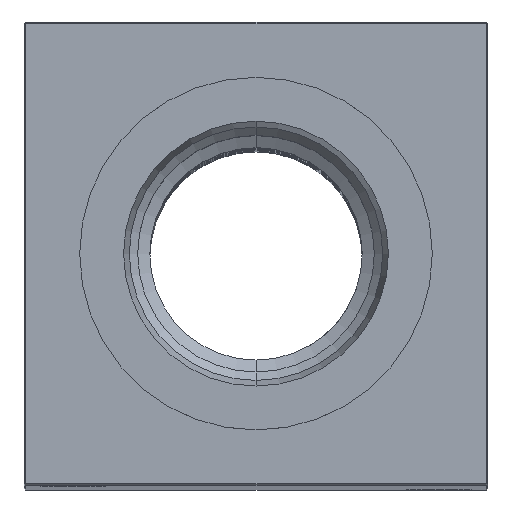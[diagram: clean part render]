
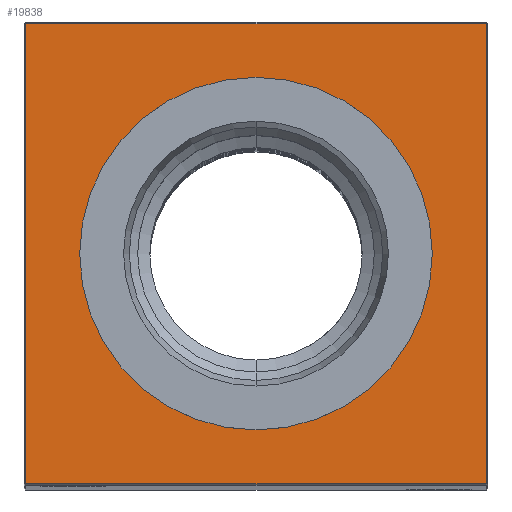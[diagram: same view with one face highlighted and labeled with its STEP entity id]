
A CAD part, top view. The second image highlights one B-rep face of the part: STEP entity #19838.
In plain terms, the highlighted planar face has unit normal (0, 0, 1).
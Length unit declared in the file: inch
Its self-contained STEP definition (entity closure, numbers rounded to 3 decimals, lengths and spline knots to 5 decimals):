
#243 = FACE_OUTER_BOUND ( 'NONE', #11074, .T. ) ;
#910 = ORIENTED_EDGE ( 'NONE', *, *, #6314, .T. ) ;
#1033 = LINE ( 'NONE', #25123, #18969 ) ;
#2070 = VECTOR ( 'NONE', #27925, 39.37008 ) ;
#2218 = ORIENTED_EDGE ( 'NONE', *, *, #14473, .T. ) ;
#3120 = VERTEX_POINT ( 'NONE', #27889 ) ;
#5014 = VECTOR ( 'NONE', #15078, 39.37008 ) ;
#5410 = DIRECTION ( 'NONE',  ( -1., 0., 0. ) ) ;
#5552 = CARTESIAN_POINT ( 'NONE',  ( -1.49, 0., 17.5 ) ) ;
#6092 = ORIENTED_EDGE ( 'NONE', *, *, #24378, .T. ) ;
#6314 = EDGE_CURVE ( 'NONE', #14324, #3120, #22764, .T. ) ;
#6606 = ORIENTED_EDGE ( 'NONE', *, *, #17363, .T. ) ;
#9433 = CIRCLE ( 'NONE', #20923, 1.14173 ) ;
#9792 = FACE_BOUND ( 'NONE', #30507, .T. ) ;
#11033 = CARTESIAN_POINT ( 'NONE',  ( -1.49, -1.49, 17.5 ) ) ;
#11043 = DIRECTION ( 'NONE',  ( 0., 1., 0. ) ) ;
#11074 = EDGE_LOOP ( 'NONE', ( #6092, #2218, #14733, #910 ) ) ;
#11102 = DIRECTION ( 'NONE',  ( -1., 0., 0. ) ) ;
#11982 = DIRECTION ( 'NONE',  ( 0., 0., -1. ) ) ;
#12183 = EDGE_CURVE ( 'NONE', #30037, #19666, #16455, .T. ) ;
#12434 = LINE ( 'NONE', #5552, #5014 ) ;
#13689 = VERTEX_POINT ( 'NONE', #17004 ) ;
#13897 = CARTESIAN_POINT ( 'NONE',  ( 1.49, 1.49, 17.5 ) ) ;
#14324 = VERTEX_POINT ( 'NONE', #13897 ) ;
#14473 = EDGE_CURVE ( 'NONE', #17076, #13689, #14528, .T. ) ;
#14528 = LINE ( 'NONE', #16722, #30803 ) ;
#14733 = ORIENTED_EDGE ( 'NONE', *, *, #18050, .T. ) ;
#15078 = DIRECTION ( 'NONE',  ( 0., -1., 0. ) ) ;
#16074 = CARTESIAN_POINT ( 'NONE',  ( 0., 1.49, 17.5 ) ) ;
#16455 = CIRCLE ( 'NONE', #17441, 1.14173 ) ;
#16722 = CARTESIAN_POINT ( 'NONE',  ( 0., -1.49, 17.5 ) ) ;
#17004 = CARTESIAN_POINT ( 'NONE',  ( 1.49, -1.49, 17.5 ) ) ;
#17076 = VERTEX_POINT ( 'NONE', #11033 ) ;
#17084 = CARTESIAN_POINT ( 'NONE',  ( 0., 1.14173, 17.5 ) ) ;
#17363 = EDGE_CURVE ( 'NONE', #19666, #30037, #9433, .T. ) ;
#17441 = AXIS2_PLACEMENT_3D ( 'NONE', #23450, #27973, #11102 ) ;
#18050 = EDGE_CURVE ( 'NONE', #13689, #14324, #1033, .T. ) ;
#18969 = VECTOR ( 'NONE', #11043, 39.37008 ) ;
#19339 = PLANE ( 'NONE',  #30847 ) ;
#19666 = VERTEX_POINT ( 'NONE', #17084 ) ;
#19838 = ADVANCED_FACE ( 'NONE', ( #243, #9792 ), #19339, .F. ) ;
#20923 = AXIS2_PLACEMENT_3D ( 'NONE', #23854, #11982, #28684 ) ;
#22764 = LINE ( 'NONE', #16074, #2070 ) ;
#23450 = CARTESIAN_POINT ( 'NONE',  ( 0., 0., 17.5 ) ) ;
#23854 = CARTESIAN_POINT ( 'NONE',  ( 0., 0., 17.5 ) ) ;
#24147 = CARTESIAN_POINT ( 'NONE',  ( 0., -1.14173, 17.5 ) ) ;
#24378 = EDGE_CURVE ( 'NONE', #3120, #17076, #12434, .T. ) ;
#25123 = CARTESIAN_POINT ( 'NONE',  ( 1.49, 0., 17.5 ) ) ;
#26099 = DIRECTION ( 'NONE',  ( 1., 0., 0. ) ) ;
#26688 = CARTESIAN_POINT ( 'NONE',  ( 0., 0., 17.5 ) ) ;
#27889 = CARTESIAN_POINT ( 'NONE',  ( -1.49, 1.49, 17.5 ) ) ;
#27925 = DIRECTION ( 'NONE',  ( -1., 0., 0. ) ) ;
#27973 = DIRECTION ( 'NONE',  ( 0., 0., -1. ) ) ;
#28288 = ORIENTED_EDGE ( 'NONE', *, *, #12183, .T. ) ;
#28684 = DIRECTION ( 'NONE',  ( -1., 0., 0. ) ) ;
#28847 = DIRECTION ( 'NONE',  ( 0., 0., -1. ) ) ;
#30037 = VERTEX_POINT ( 'NONE', #24147 ) ;
#30507 = EDGE_LOOP ( 'NONE', ( #6606, #28288 ) ) ;
#30803 = VECTOR ( 'NONE', #26099, 39.37008 ) ;
#30847 = AXIS2_PLACEMENT_3D ( 'NONE', #26688, #28847, #5410 ) ;
